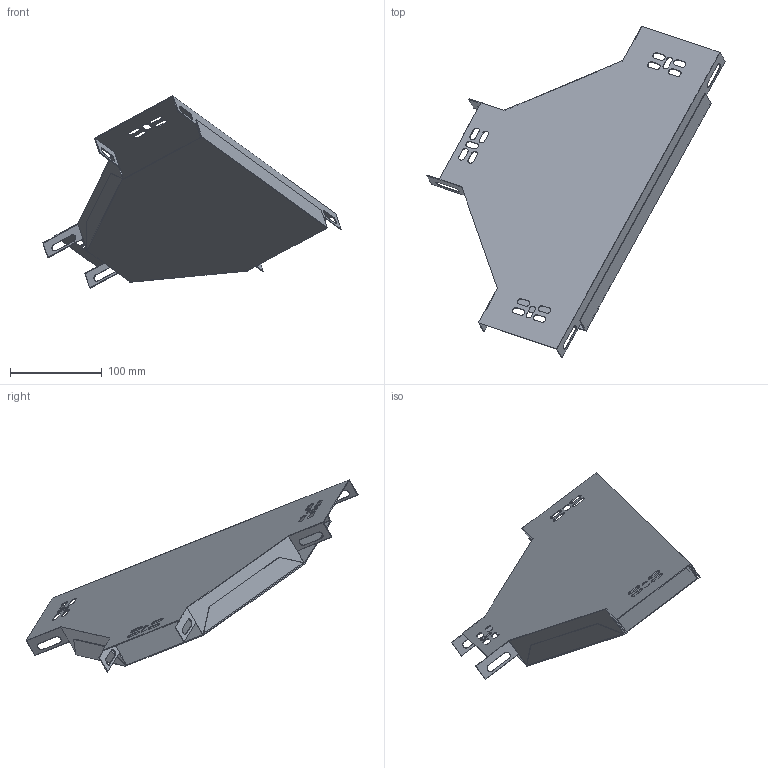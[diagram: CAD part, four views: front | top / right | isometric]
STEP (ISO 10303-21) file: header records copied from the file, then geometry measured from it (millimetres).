
FILE_DESCRIPTION (( 'STEP AP203' ), '1' );
FILE_NAME ('CLP1T-035-100-1 Ðàçâåòâèòåëü Ò-îáðàçíûé 35õ100 ìì..STEP', '2016-03-04T06:41:47', ( '' ), ( '' ), 'SwSTEP 2.0', 'SolidWorks 2014', '' );
FILE_SCHEMA (( 'CONFIG_CONTROL_DESIGN' ));
Length unit declared in the file: millimetre
Products named in the file (1): CLP1T-035-100-1 Ðàçâåòâèòåëü Ò-îáðàçíûé 35õ100 ìì.
Bounding box: 326.09 x 362.73 x 210.21 mm (x, y, z)
Volume: 118654.2 mm3; surface area: 299322.3 mm2
Topology: 2 solids, 2 shells, 152 faces, 434 edges, 286 vertices
Faces by surface type: plane 110, cylinder 42
Entity records: 5081 total; most frequent: CARTESIAN_POINT 873, ORIENTED_EDGE 868, DIRECTION 824, EDGE_CURVE 434, VECTOR 350, LINE 350, VERTEX_POINT 286, AXIS2_PLACEMENT_3D 237
